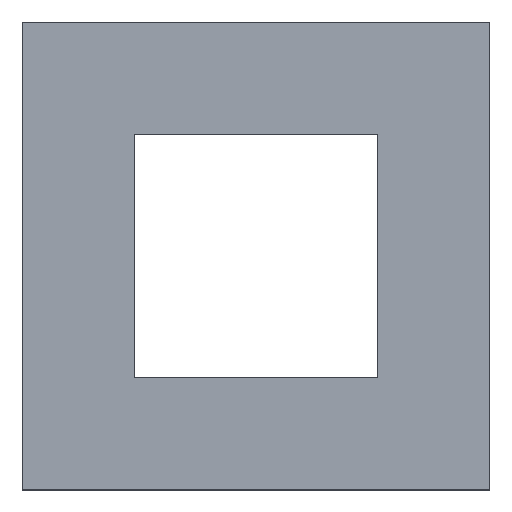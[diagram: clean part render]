
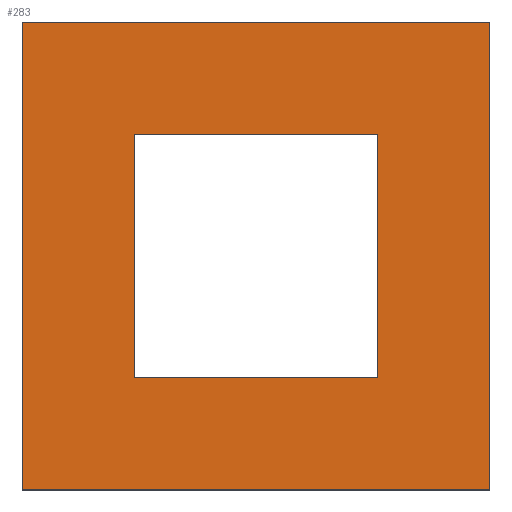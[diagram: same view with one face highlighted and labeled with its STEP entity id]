
A CAD part, top view. The second image highlights one B-rep face of the part: STEP entity #283.
In plain terms, the highlighted planar face has unit normal (0, 0, 1).
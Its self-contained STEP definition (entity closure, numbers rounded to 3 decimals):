
#16=FACE_BOUND('',#48,.T.);
#31=FACE_OUTER_BOUND('',#47,.T.);
#47=EDGE_LOOP('',(#239,#240,#241,#242));
#48=EDGE_LOOP('',(#243,#244,#245,#246));
#53=LINE('',#390,#89);
#56=LINE('',#396,#92);
#59=LINE('',#402,#95);
#62=LINE('',#406,#98);
#77=LINE('',#439,#113);
#80=LINE('',#445,#116);
#83=LINE('',#451,#119);
#86=LINE('',#455,#122);
#89=VECTOR('',#320,10.);
#92=VECTOR('',#325,10.);
#95=VECTOR('',#330,10.);
#98=VECTOR('',#335,10.);
#113=VECTOR('',#362,10.);
#116=VECTOR('',#367,10.);
#119=VECTOR('',#372,10.);
#122=VECTOR('',#377,10.);
#125=VERTEX_POINT('',#387);
#126=VERTEX_POINT('',#389);
#128=VERTEX_POINT('',#395);
#130=VERTEX_POINT('',#401);
#141=VERTEX_POINT('',#436);
#142=VERTEX_POINT('',#438);
#144=VERTEX_POINT('',#444);
#146=VERTEX_POINT('',#450);
#149=EDGE_CURVE('',#126,#125,#53,.T.);
#152=EDGE_CURVE('',#128,#126,#56,.T.);
#155=EDGE_CURVE('',#130,#128,#59,.T.);
#158=EDGE_CURVE('',#125,#130,#62,.T.);
#173=EDGE_CURVE('',#142,#141,#77,.T.);
#176=EDGE_CURVE('',#144,#142,#80,.T.);
#179=EDGE_CURVE('',#146,#144,#83,.T.);
#182=EDGE_CURVE('',#141,#146,#86,.T.);
#239=ORIENTED_EDGE('',*,*,#182,.T.);
#240=ORIENTED_EDGE('',*,*,#179,.T.);
#241=ORIENTED_EDGE('',*,*,#176,.T.);
#242=ORIENTED_EDGE('',*,*,#173,.T.);
#243=ORIENTED_EDGE('',*,*,#155,.T.);
#244=ORIENTED_EDGE('',*,*,#152,.T.);
#245=ORIENTED_EDGE('',*,*,#149,.T.);
#246=ORIENTED_EDGE('',*,*,#158,.T.);
#268=PLANE('',#312);
#283=ADVANCED_FACE('',(#31,#16),#268,.T.);
#312=AXIS2_PLACEMENT_3D('',#456,#378,#379);
#320=DIRECTION('',(1.,0.,0.));
#325=DIRECTION('',(0.,1.,0.));
#330=DIRECTION('',(-1.,0.,0.));
#335=DIRECTION('',(0.,-1.,0.));
#362=DIRECTION('',(-1.,0.,0.));
#367=DIRECTION('',(0.,1.,0.));
#372=DIRECTION('',(1.,0.,0.));
#377=DIRECTION('',(0.,-1.,0.));
#378=DIRECTION('center_axis',(0.,0.,1.));
#379=DIRECTION('ref_axis',(1.,0.,0.));
#387=CARTESIAN_POINT('',(19.,19.,10.));
#389=CARTESIAN_POINT('',(6.,19.,10.));
#390=CARTESIAN_POINT('',(15.75,19.,10.));
#395=CARTESIAN_POINT('',(6.,6.,10.));
#396=CARTESIAN_POINT('',(6.,15.75,10.));
#401=CARTESIAN_POINT('',(19.,6.,10.));
#402=CARTESIAN_POINT('',(9.25,6.,10.));
#406=CARTESIAN_POINT('',(19.,9.25,10.));
#436=CARTESIAN_POINT('',(0.,25.,10.));
#438=CARTESIAN_POINT('',(25.,25.,10.));
#439=CARTESIAN_POINT('',(25.,25.,10.));
#444=CARTESIAN_POINT('',(25.,0.,10.));
#445=CARTESIAN_POINT('',(25.,0.,10.));
#450=CARTESIAN_POINT('',(0.,0.,10.));
#451=CARTESIAN_POINT('',(0.,0.,10.));
#455=CARTESIAN_POINT('',(0.,25.,10.));
#456=CARTESIAN_POINT('Origin',(12.5,12.5,10.));
